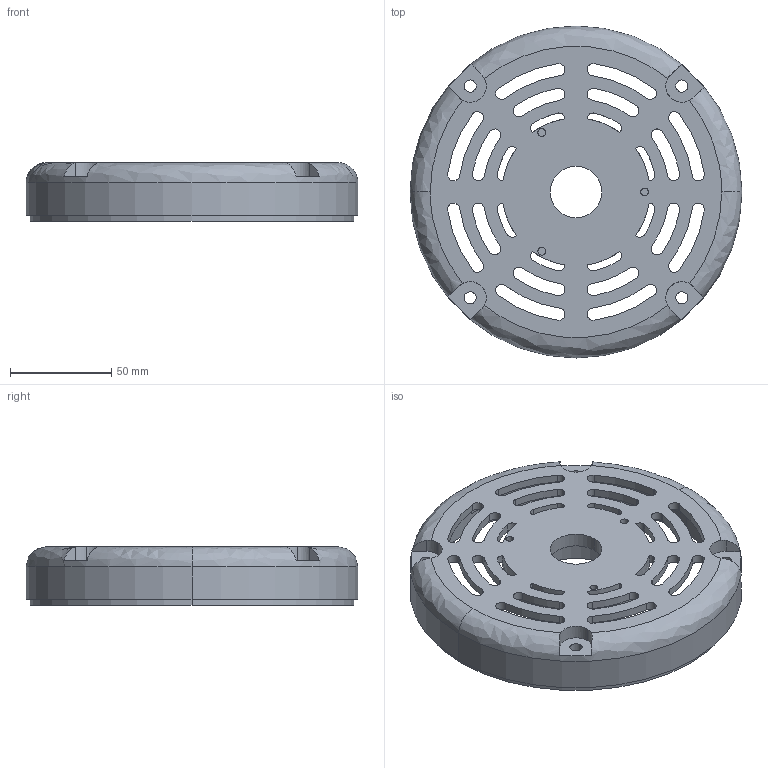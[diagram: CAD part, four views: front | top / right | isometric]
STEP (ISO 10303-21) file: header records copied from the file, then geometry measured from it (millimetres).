
FILE_DESCRIPTION (( 'STEP AP214' ), '1' );
FILE_NAME ('MTADP-DEB-140 mod 1.STEP', '2020-08-18T23:15:38', ( '' ), ( '' ), 'SwSTEP 2.0', 'SolidWorks 2017', '' );
FILE_SCHEMA (( 'AUTOMOTIVE_DESIGN' ));
Length unit declared in the file: inch
Products named in the file (1): MTADP-DEB-140 mod 1
Bounding box: 164 x 164 x 29 mm (x, y, z)
Volume: 154624.3 mm3; surface area: 75263.7 mm2
Topology: 1 solids, 1 shells, 215 faces, 640 edges, 426 vertices
Faces by surface type: cylinder 152, plane 61, bspline 2
Entity records: 7694 total; most frequent: CARTESIAN_POINT 1470, DIRECTION 1396, ORIENTED_EDGE 1280, EDGE_CURVE 640, AXIS2_PLACEMENT_3D 564, VERTEX_POINT 426, CIRCLE 350, EDGE_LOOP 272
